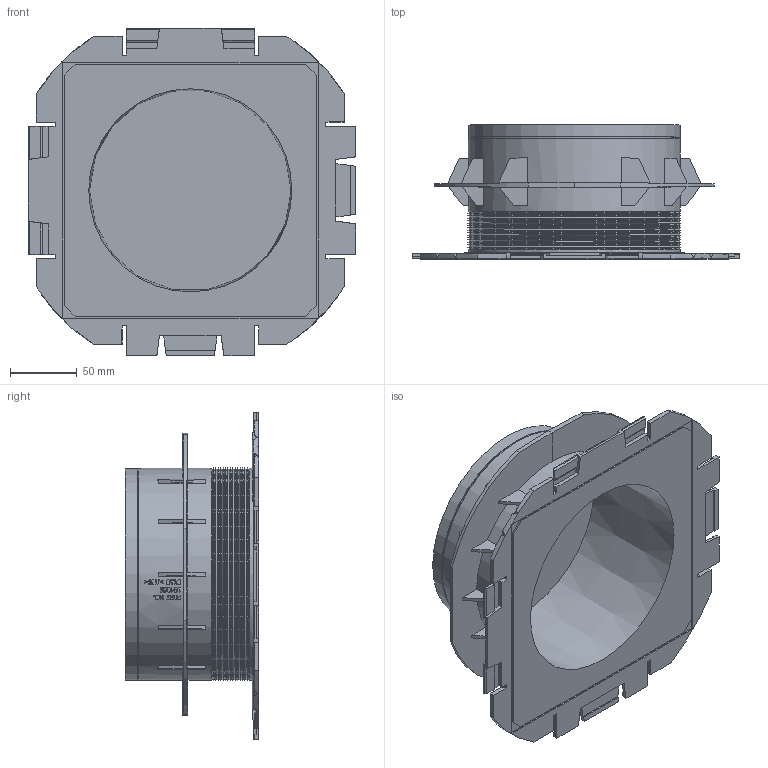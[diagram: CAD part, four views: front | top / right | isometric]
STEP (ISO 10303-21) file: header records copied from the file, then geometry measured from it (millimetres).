
FILE_DESCRIPTION(/* description */ (''),/* implementation_level */ '2;1');
FILE_NAME(/* name */ 'KOS 150_150 D=100.stp',/* time_stamp */ '2020-02-05T11:00:02+01:00',/* author */ ('se-henols'),/* organization */ (''),/* preprocessor_version */ 'ST-DEVELOPER v17.2',/* originating_system */ 'Autodesk Inventor 2019',/* authorisation */ '');
FILE_SCHEMA (('AUTOMOTIVE_DESIGN { 1 0 10303 214 3 1 1 }'));
Length unit declared in the file: millimetre
Products named in the file (2): Assembly1; Assembly1_Substitute_1
Assembly tree (1 placements, depth 2):
  Assembly1
    Assembly1_Substitute_1
Bounding box: 244.9 x 100 x 244.9 mm (x, y, z)
Volume: 429045.1 mm3; surface area: 256471.7 mm2
Topology: 1 solids, 1 shells, 537 faces, 1483 edges, 974 vertices
Faces by surface type: plane 379, bspline 86, cone 41, cylinder 31
Full cylindrical faces by diameter (mm): 157.3 x1, 158.3 x4
Entity records: 20286 total; most frequent: CARTESIAN_POINT 6345, ORIENTED_EDGE 2966, DIRECTION 2491, EDGE_CURVE 1483, LINE 995, VECTOR 995, VERTEX_POINT 974, AXIS2_PLACEMENT_3D 748
